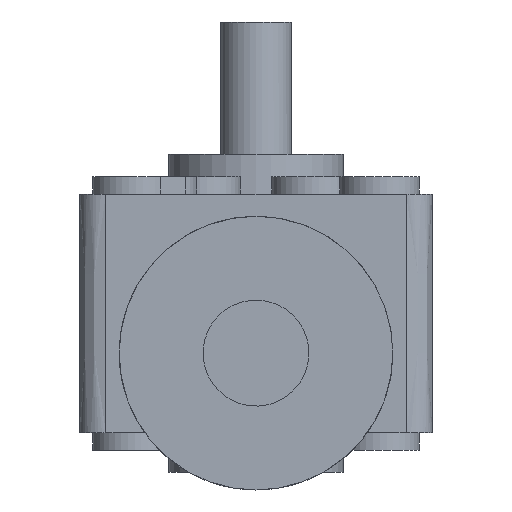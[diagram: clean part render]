
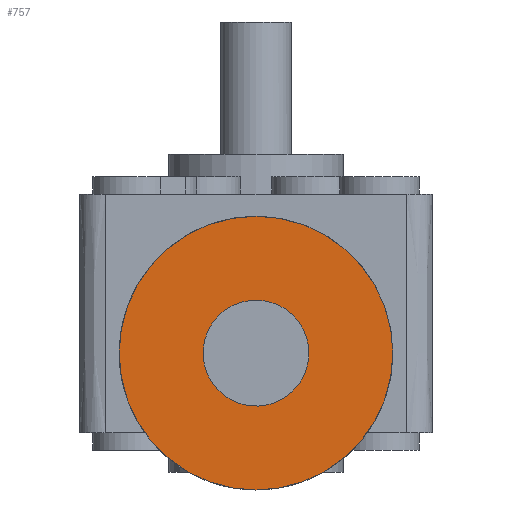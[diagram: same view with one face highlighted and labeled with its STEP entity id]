
A CAD part, front view. The second image highlights one B-rep face of the part: STEP entity #757.
In plain terms, the highlighted planar face has unit normal (0, -1, 0).
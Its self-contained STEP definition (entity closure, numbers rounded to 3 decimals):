
#49=FACE_BOUND('',#319,.T.);
#88=CIRCLE('',#858,15.5);
#89=CIRCLE('',#859,6.);
#129=LINE('',#1483,#171);
#171=VECTOR('',#1070,10.);
#201=PLANE('',#857);
#251=FACE_OUTER_BOUND('',#318,.T.);
#318=EDGE_LOOP('',(#686));
#319=EDGE_LOOP('',(#687,#688));
#402=VERTEX_POINT('',#1479);
#403=VERTEX_POINT('',#1481);
#404=VERTEX_POINT('',#1482);
#498=EDGE_CURVE('',#402,#402,#88,.T.);
#499=EDGE_CURVE('',#403,#404,#129,.T.);
#500=EDGE_CURVE('',#404,#403,#89,.T.);
#686=ORIENTED_EDGE('',*,*,#498,.F.);
#687=ORIENTED_EDGE('',*,*,#499,.T.);
#688=ORIENTED_EDGE('',*,*,#500,.T.);
#757=ADVANCED_FACE('',(#251,#49),#201,.F.);
#857=AXIS2_PLACEMENT_3D('',#1478,#1066,#1067);
#858=AXIS2_PLACEMENT_3D('',#1480,#1068,#1069);
#859=AXIS2_PLACEMENT_3D('',#1484,#1071,#1072);
#1066=DIRECTION('center_axis',(0.,1.,0.));
#1067=DIRECTION('ref_axis',(-1.,0.,0.));
#1068=DIRECTION('center_axis',(0.,1.,0.));
#1069=DIRECTION('ref_axis',(-1.,0.,0.));
#1070=DIRECTION('',(-0.094,0.,-0.996));
#1071=DIRECTION('center_axis',(0.,1.,0.));
#1072=DIRECTION('ref_axis',(1.,0.,0.));
#1478=CARTESIAN_POINT('Origin',(152.219,-6.868,180.));
#1479=CARTESIAN_POINT('',(167.719,-6.868,180.));
#1480=CARTESIAN_POINT('Origin',(152.219,-6.868,180.));
#1481=CARTESIAN_POINT('',(158.213,-6.868,179.719));
#1482=CARTESIAN_POINT('',(158.16,-6.868,179.159));
#1483=CARTESIAN_POINT('',(158.16,-6.868,179.159));
#1484=CARTESIAN_POINT('Origin',(152.219,-6.868,180.));
